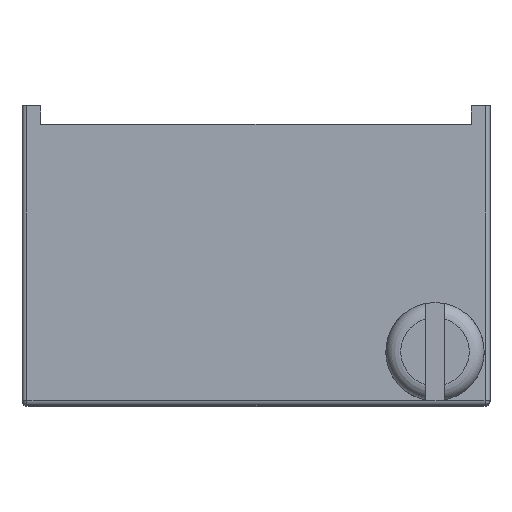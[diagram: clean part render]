
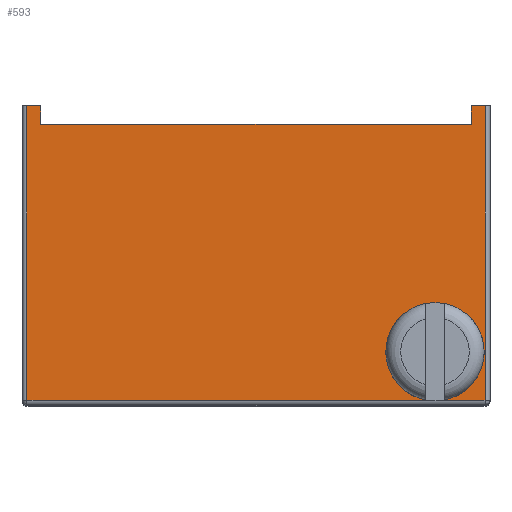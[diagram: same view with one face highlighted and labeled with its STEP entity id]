
A CAD part, top view. The second image highlights one B-rep face of the part: STEP entity #593.
In plain terms, the highlighted planar face has unit normal (0, 0, 1).
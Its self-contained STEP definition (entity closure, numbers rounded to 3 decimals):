
#211 = VERTEX_POINT('',#212);
#212 = CARTESIAN_POINT('',(2.123,-4.088,10.13));
#219 = EDGE_CURVE('',#211,#220,#222,.T.);
#220 = VERTEX_POINT('',#221);
#221 = CARTESIAN_POINT('',(1.257,-4.088,10.13));
#222 = LINE('',#223,#224);
#223 = CARTESIAN_POINT('',(2.123,-4.088,10.13));
#224 = VECTOR('',#225,1.);
#225 = DIRECTION('',(-1.,0.,0.));
#243 = VERTEX_POINT('',#244);
#244 = CARTESIAN_POINT('',(0.953,-4.088,10.13));
#257 = EDGE_CURVE('',#243,#258,#260,.T.);
#258 = VERTEX_POINT('',#259);
#259 = CARTESIAN_POINT('',(-7.203,-4.088,10.13));
#260 = LINE('',#261,#262);
#261 = CARTESIAN_POINT('',(2.123,-4.088,10.13));
#262 = VECTOR('',#263,1.);
#263 = DIRECTION('',(-1.,0.,0.));
#593 = ADVANCED_FACE('',(#594),#659,.F.);
#594 = FACE_BOUND('',#595,.F.);
#595 = EDGE_LOOP('',(#596,#597,#605,#613,#621,#629,#637,#645,#651,#652)
);
#596 = ORIENTED_EDGE('',*,*,#257,.T.);
#597 = ORIENTED_EDGE('',*,*,#598,.F.);
#598 = EDGE_CURVE('',#599,#258,#601,.T.);
#599 = VERTEX_POINT('',#600);
#600 = CARTESIAN_POINT('',(-7.203,1.91,10.13));
#601 = LINE('',#602,#603);
#602 = CARTESIAN_POINT('',(-7.203,1.91,10.13));
#603 = VECTOR('',#604,1.);
#604 = DIRECTION('',(0.,-1.,0.));
#605 = ORIENTED_EDGE('',*,*,#606,.F.);
#606 = EDGE_CURVE('',#607,#599,#609,.T.);
#607 = VERTEX_POINT('',#608);
#608 = CARTESIAN_POINT('',(-6.925,1.91,10.13));
#609 = LINE('',#610,#611);
#610 = CARTESIAN_POINT('',(2.225,1.91,10.13));
#611 = VECTOR('',#612,1.);
#612 = DIRECTION('',(-1.,0.,0.));
#613 = ORIENTED_EDGE('',*,*,#614,.T.);
#614 = EDGE_CURVE('',#607,#615,#617,.T.);
#615 = VERTEX_POINT('',#616);
#616 = CARTESIAN_POINT('',(-6.925,1.53,10.13));
#617 = LINE('',#618,#619);
#618 = CARTESIAN_POINT('',(-6.925,1.91,10.13));
#619 = VECTOR('',#620,1.);
#620 = DIRECTION('',(0.,-1.,0.));
#621 = ORIENTED_EDGE('',*,*,#622,.F.);
#622 = EDGE_CURVE('',#623,#615,#625,.T.);
#623 = VERTEX_POINT('',#624);
#624 = CARTESIAN_POINT('',(1.845,1.53,10.13));
#625 = LINE('',#626,#627);
#626 = CARTESIAN_POINT('',(-0.158,1.53,10.13));
#627 = VECTOR('',#628,1.);
#628 = DIRECTION('',(-1.,0.,0.));
#629 = ORIENTED_EDGE('',*,*,#630,.T.);
#630 = EDGE_CURVE('',#623,#631,#633,.T.);
#631 = VERTEX_POINT('',#632);
#632 = CARTESIAN_POINT('',(1.845,1.91,10.13));
#633 = LINE('',#634,#635);
#634 = CARTESIAN_POINT('',(1.845,1.91,10.13));
#635 = VECTOR('',#636,1.);
#636 = DIRECTION('',(0.,1.,0.));
#637 = ORIENTED_EDGE('',*,*,#638,.F.);
#638 = EDGE_CURVE('',#639,#631,#641,.T.);
#639 = VERTEX_POINT('',#640);
#640 = CARTESIAN_POINT('',(2.123,1.91,10.13));
#641 = LINE('',#642,#643);
#642 = CARTESIAN_POINT('',(2.225,1.91,10.13));
#643 = VECTOR('',#644,1.);
#644 = DIRECTION('',(-1.,0.,0.));
#645 = ORIENTED_EDGE('',*,*,#646,.T.);
#646 = EDGE_CURVE('',#639,#211,#647,.T.);
#647 = LINE('',#648,#649);
#648 = CARTESIAN_POINT('',(2.123,1.91,10.13));
#649 = VECTOR('',#650,1.);
#650 = DIRECTION('',(0.,-1.,0.));
#651 = ORIENTED_EDGE('',*,*,#219,.T.);
#652 = ORIENTED_EDGE('',*,*,#653,.F.);
#653 = EDGE_CURVE('',#243,#220,#654,.T.);
#654 = CIRCLE('',#655,1.);
#655 = AXIS2_PLACEMENT_3D('',#656,#657,#658);
#656 = CARTESIAN_POINT('',(1.105,-3.1,10.13));
#657 = DIRECTION('',(0.,0.,-1.));
#658 = DIRECTION('',(0.,-1.,0.));
#659 = PLANE('',#660);
#660 = AXIS2_PLACEMENT_3D('',#661,#662,#663);
#661 = CARTESIAN_POINT('',(2.225,1.91,10.13));
#662 = DIRECTION('',(0.,0.,-1.));
#663 = DIRECTION('',(-1.,0.,0.));
